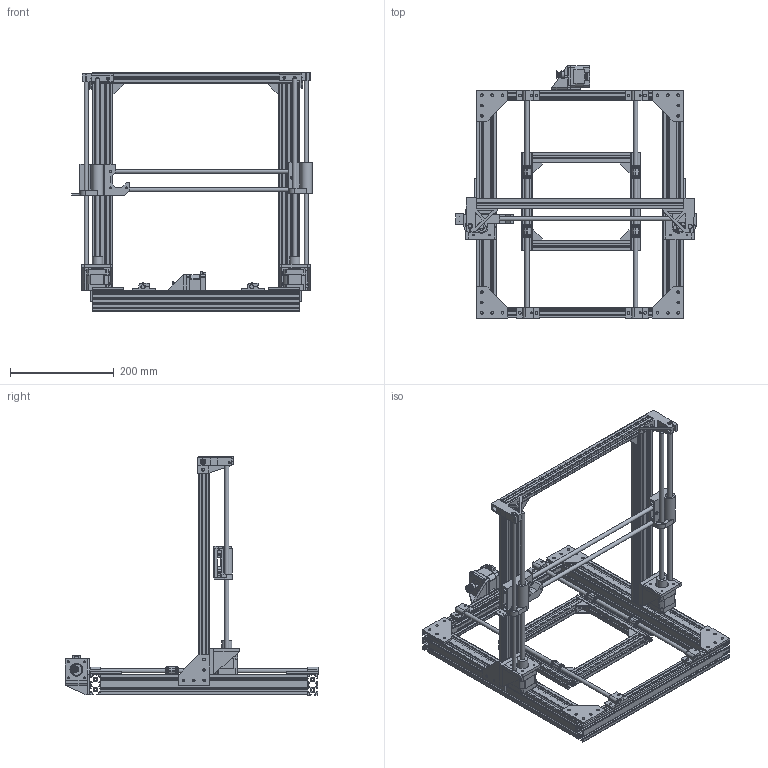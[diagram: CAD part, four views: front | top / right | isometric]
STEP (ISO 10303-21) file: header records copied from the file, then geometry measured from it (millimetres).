
FILE_DESCRIPTION(/* description */ (''),/* implementation_level */ '2;1');
FILE_NAME(/* name */ '3D_Printer_Assembly v8.step',/* time_stamp */ '2025-04-17T15:18:37+02:00',/* author */ (''),/* organization */ (''),/* preprocessor_version */ 'ST-DEVELOPER v20.1',/* originating_system */ 'Autodesk Translation Framework v14.4.0.0',/* authorisation */ '');
FILE_SCHEMA (('AUTOMOTIVE_DESIGN { 1 0 10303 214 3 1 1 }'));
Length unit declared in the file: millimetre
Products named in the file (24): 3D_Printer_Assembly; 40x40 extrusion 400mm long; 20x40 Extrusion 400mm long; 20x20 extrusion 400mm long; 2020 corner joining plate v1; 20x20 extrusion 190mm long; FusionComponent; 2020_Print_Bed_Linear_Bearing_Style_2; Igus_DryLin_RJ4JP_01-08_8mm; 8mm linear rods 440mm in length; Y Rail Mount; Nema 17 Rear Mount; GT2_16T; Vertical Mount; Vertical Mount(Mirror); 17HS4401; Rod Holder; Flex Coupler; 380mm; Rod Holder(Mirror); X_Idler_Left_V1.1_Leo_N; X_Idler_Right_V1.1_Leo_N; Lead Screw; 8mm linear rods 400mm in length
Assembly tree (57 placements, depth 2):
  3D_Printer_Assembly
    40x40 extrusion 400mm long  x2
    20x40 Extrusion 400mm long  x4
    20x20 extrusion 400mm long
    2020 corner joining plate v1  x6
    FusionComponent  x6
    20x20 extrusion 190mm long  x4
    Igus_DryLin_RJ4JP_01-08_8mm  x4
    2020_Print_Bed_Linear_Bearing_Style_2  x4
    8mm linear rods 440mm in length  x2
    Y Rail Mount  x4
    Nema 17 Rear Mount
    17HS4401  x3
    GT2_16T
    Vertical Mount
    Vertical Mount(Mirror)
    Rod Holder
    380mm  x2
    Flex Coupler  x2
    Rod Holder(Mirror)
    Lead Screw  x2
    X_Idler_Left_V1.1_Leo_N
    X_Idler_Right_V1.1_Leo_N
    8mm linear rods 400mm in length  x3
Bounding box: 464.69 x 488.76 x 460.4 mm (x, y, z)
Volume: 2482077.4 mm3; surface area: 1331597 mm2
Topology: 69 solids, 69 shells, 3074 faces, 8109 edges, 5289 vertices
Faces by surface type: plane 2124, cylinder 696, cone 151, torus 93, sphere 6, bspline 4
Full cylindrical faces by diameter (mm): 1.1 x16, 1.5 x2, 3 x16, 3.2 x18, 3.4 x3, 3.5 x10, 3.6 x6, 4.2 x5, 5 x62, 5.5 x27, 5.7 x12, 6 x13, 7.866 x2, 8 x9, 8.2 x6, 8.5 x8, 8.7 x8, 9 x6, 10.5 x2, 11.5 x2, 13.9 x2, 14.3 x8, 15 x12, 20 x2, 22 x3, 25 x3
Entity records: 46473 total; most frequent: CARTESIAN_POINT 10340, DIRECTION 7334, ORIENTED_EDGE 7236, EDGE_CURVE 3618, LINE 2688, VECTOR 2688, VERTEX_POINT 2356, AXIS2_PLACEMENT_3D 2323
